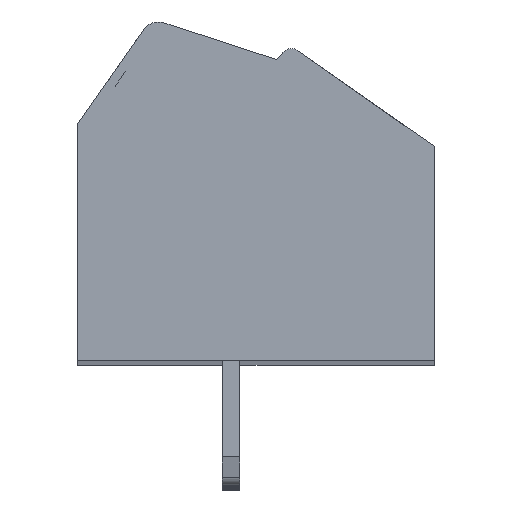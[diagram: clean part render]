
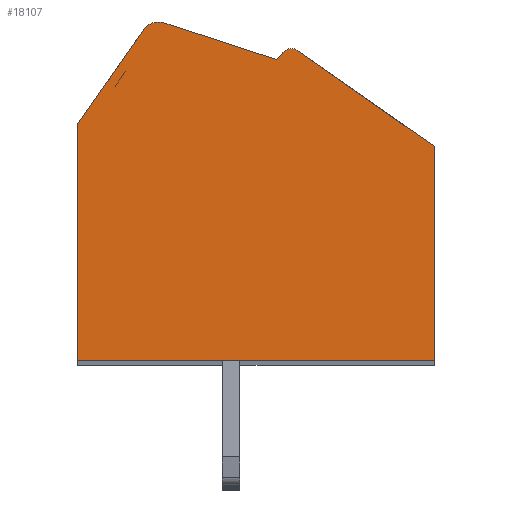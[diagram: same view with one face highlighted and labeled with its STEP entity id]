
A CAD part, top view. The second image highlights one B-rep face of the part: STEP entity #18107.
In plain terms, the highlighted planar face has unit normal (0, 0, 1).
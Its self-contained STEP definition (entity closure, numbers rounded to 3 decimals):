
#1539=DIRECTION('',(-0.951,0.309,0.));
#1540=VECTOR('',#1539,3.333);
#1541=CARTESIAN_POINT('',(0.588,3.695,1.75));
#1542=LINE('',#1541,#1540);
#1543=DIRECTION('',(-0.638,-0.77,0.));
#1544=VECTOR('',#1543,0.262);
#1545=CARTESIAN_POINT('',(0.755,3.897,1.75));
#1546=LINE('',#1545,#1544);
#1547=CARTESIAN_POINT('',(0.986,3.706,1.75));
#1548=DIRECTION('',(0.,0.,1.));
#1549=DIRECTION('',(0.574,0.819,0.));
#1550=AXIS2_PLACEMENT_3D('',#1547,#1548,#1549);
#1552=DIRECTION('',(-0.819,0.574,0.));
#1553=VECTOR('',#1552,4.691);
#1554=CARTESIAN_POINT('',(5.,1.261,1.75));
#1555=LINE('',#1554,#1553);
#1556=DIRECTION('',(0.,1.,0.));
#1557=VECTOR('',#1556,6.011);
#1558=CARTESIAN_POINT('',(5.,-4.75,1.75));
#1559=LINE('',#1558,#1557);
#1560=DIRECTION('',(1.,0.,0.));
#1561=VECTOR('',#1560,10.);
#1562=CARTESIAN_POINT('',(-5.,-4.75,1.75));
#1563=LINE('',#1562,#1561);
#1564=DIRECTION('',(0.,-1.,0.));
#1565=VECTOR('',#1564,6.64);
#1566=CARTESIAN_POINT('',(-5.,1.89,1.75));
#1567=LINE('',#1566,#1565);
#1568=DIRECTION('',(-0.574,-0.819,0.));
#1569=VECTOR('',#1568,3.231);
#1570=CARTESIAN_POINT('',(-3.147,4.537,1.75));
#1571=LINE('',#1570,#1569);
#1572=CARTESIAN_POINT('',(-2.737,4.25,1.75));
#1573=DIRECTION('',(0.,0.,1.));
#1574=DIRECTION('',(0.309,0.951,0.));
#1575=AXIS2_PLACEMENT_3D('',#1572,#1573,#1574);
#12991=CARTESIAN_POINT('',(0.588,3.695,1.75));
#12992=CARTESIAN_POINT('',(-2.583,4.726,1.75));
#12993=VERTEX_POINT('',#12991);
#12994=VERTEX_POINT('',#12992);
#12995=CARTESIAN_POINT('',(-3.147,4.537,1.75));
#12996=VERTEX_POINT('',#12995);
#12997=CARTESIAN_POINT('',(-5.,1.89,1.75));
#12998=VERTEX_POINT('',#12997);
#12999=CARTESIAN_POINT('',(-5.,-4.75,1.75));
#13000=VERTEX_POINT('',#12999);
#13001=CARTESIAN_POINT('',(5.,-4.75,1.75));
#13002=VERTEX_POINT('',#13001);
#13003=CARTESIAN_POINT('',(5.,1.261,1.75));
#13004=VERTEX_POINT('',#13003);
#13005=CARTESIAN_POINT('',(1.158,3.951,1.75));
#13006=VERTEX_POINT('',#13005);
#13007=CARTESIAN_POINT('',(0.755,3.897,1.75));
#13008=VERTEX_POINT('',#13007);
#18091=CARTESIAN_POINT('',(0.,0.,1.75));
#18092=DIRECTION('',(0.,0.,1.));
#18093=DIRECTION('',(1.,0.,0.));
#18094=AXIS2_PLACEMENT_3D('',#18091,#18092,#18093);
#18095=PLANE('',#18094);
#18096=ORIENTED_EDGE('',*,*,#16961,.F.);
#18097=ORIENTED_EDGE('',*,*,#16976,.F.);
#18098=ORIENTED_EDGE('',*,*,#16990,.F.);
#18099=ORIENTED_EDGE('',*,*,#17004,.F.);
#18100=ORIENTED_EDGE('',*,*,#17238,.F.);
#18101=ORIENTED_EDGE('',*,*,#17472,.F.);
#18102=ORIENTED_EDGE('',*,*,#17706,.F.);
#18103=ORIENTED_EDGE('',*,*,#17940,.F.);
#18104=ORIENTED_EDGE('',*,*,#18085,.F.);
#18105=EDGE_LOOP('',(#18096,#18097,#18098,#18099,#18100,#18101,#18102,#18103,
#18104));
#18106=FACE_OUTER_BOUND('',#18105,.F.);
#1551=CIRCLE('',#1550,0.3);
#1576=CIRCLE('',#1575,0.5);
#16961=EDGE_CURVE('',#12993,#12994,#1542,.T.);
#16976=EDGE_CURVE('',#13008,#12993,#1546,.T.);
#16990=EDGE_CURVE('',#13006,#13008,#1551,.T.);
#17004=EDGE_CURVE('',#13004,#13006,#1555,.T.);
#17238=EDGE_CURVE('',#13002,#13004,#1559,.T.);
#17472=EDGE_CURVE('',#13000,#13002,#1563,.T.);
#17706=EDGE_CURVE('',#12998,#13000,#1567,.T.);
#17940=EDGE_CURVE('',#12996,#12998,#1571,.T.);
#18085=EDGE_CURVE('',#12994,#12996,#1576,.T.);
#18107=ADVANCED_FACE('',(#18106),#18095,.T.);
